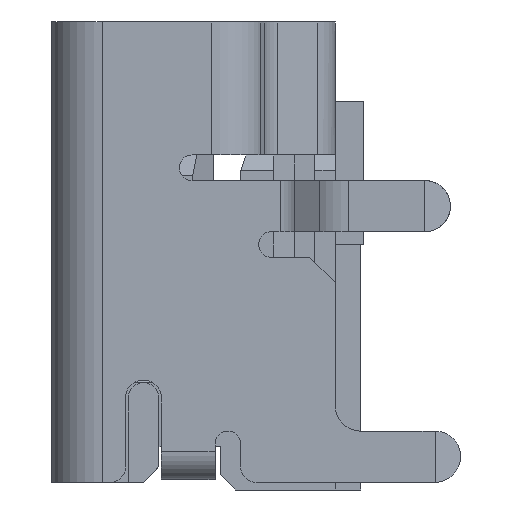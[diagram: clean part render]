
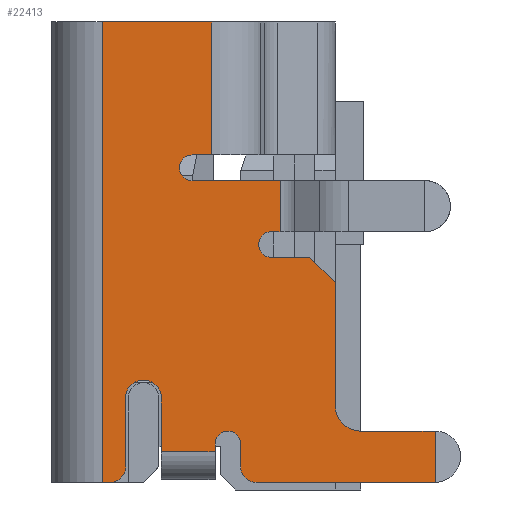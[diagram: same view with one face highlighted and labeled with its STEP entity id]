
A CAD part, left-side view. The second image highlights one B-rep face of the part: STEP entity #22413.
In plain terms, the highlighted planar face has unit normal (-1, 0, 0).
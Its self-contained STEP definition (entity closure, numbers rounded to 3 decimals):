
#4963=CARTESIAN_POINT('',(-7.5,0.025,5.45));
#4964=DIRECTION('',(-1.,0.,0.));
#4965=DIRECTION('',(0.,0.,1.));
#4966=AXIS2_PLACEMENT_3D('',#4963,#4964,#4965);
#4968=CARTESIAN_POINT('',(-7.5,-1.525,3.95));
#4969=DIRECTION('',(-1.,0.,0.));
#4970=DIRECTION('',(0.,0.,1.));
#4971=AXIS2_PLACEMENT_3D('',#4968,#4969,#4970);
#4973=DIRECTION('',(0.,-0.707,-0.707));
#4974=VECTOR('',#4973,0.707);
#4975=CARTESIAN_POINT('',(-7.5,-2.275,3.7));
#4976=LINE('40472',#4975,#4974);
#4977=CARTESIAN_POINT('',(-7.5,-3.275,0.8));
#4978=DIRECTION('',(-1.,0.,0.));
#4979=DIRECTION('',(0.,1.,0.));
#4980=AXIS2_PLACEMENT_3D('',#4977,#4978,#4979);
#4982=DIRECTION('',(0.,0.,1.));
#4983=VECTOR('',#4982,1.);
#4984=CARTESIAN_POINT('',(-7.5,-4.725,-0.7));
#4985=LINE('40453',#4984,#4983);
#4986=CARTESIAN_POINT('',(-7.5,-1.225,-0.4));
#4987=DIRECTION('',(1.,0.,0.));
#4988=DIRECTION('',(0.,0.,-1.));
#4989=AXIS2_PLACEMENT_3D('',#4986,#4987,#4988);
#4991=CARTESIAN_POINT('',(-7.5,-0.675,0.05));
#4992=DIRECTION('',(-1.,0.,0.));
#4993=DIRECTION('',(0.,-1.,0.));
#4994=AXIS2_PLACEMENT_3D('',#4991,#4992,#4993);
#4996=CARTESIAN_POINT('',(-7.5,0.975,0.95));
#4997=DIRECTION('',(-1.,0.,0.));
#4998=DIRECTION('',(0.,-1.,0.));
#4999=AXIS2_PLACEMENT_3D('',#4996,#4997,#4998);
#5001=CARTESIAN_POINT('',(-7.5,1.625,-0.4));
#5002=DIRECTION('',(1.,0.,0.));
#5003=DIRECTION('',(0.,-1.,0.));
#5004=AXIS2_PLACEMENT_3D('',#5001,#5002,#5003);
#5006=DIRECTION('',(0.,-1.,0.));
#5007=VECTOR('',#5006,2.135);
#5008=CARTESIAN_POINT('',(-7.5,1.775,8.3));
#5009=LINE('40420',#5008,#5007);
#5028=DIRECTION('',(0.,-1.,0.));
#5029=VECTOR('',#5028,0.385);
#5030=CARTESIAN_POINT('',(-7.5,0.025,5.7));
#5031=LINE('46693',#5030,#5029);
#5924=DIRECTION('',(0.,1.,0.));
#5925=VECTOR('',#5924,0.15);
#5926=CARTESIAN_POINT('',(-7.5,1.625,-0.7));
#5927=LINE('40458',#5926,#5925);
#5993=DIRECTION('',(0.,0.,1.));
#5994=VECTOR('',#5993,1.05);
#5995=CARTESIAN_POINT('',(-7.5,0.625,-0.1));
#5996=LINE('40462',#5995,#5994);
#6001=DIRECTION('',(0.,-1.,0.));
#6002=VECTOR('',#6001,1.05);
#6003=CARTESIAN_POINT('',(-7.5,0.625,-0.1));
#6004=LINE('40463',#6003,#6002);
#6014=DIRECTION('',(0.,0.,-1.));
#6015=VECTOR('',#6014,0.15);
#6016=CARTESIAN_POINT('',(-7.5,-0.425,0.05));
#6017=LINE('40464',#6016,#6015);
#6120=DIRECTION('',(0.,1.,0.));
#6121=VECTOR('',#6120,3.5);
#6122=CARTESIAN_POINT('',(-7.5,-4.725,-0.7));
#6123=LINE('40468',#6122,#6121);
#6136=DIRECTION('',(0.,0.,1.));
#6137=VECTOR('',#6136,0.45);
#6138=CARTESIAN_POINT('',(-7.5,-0.925,-0.4));
#6139=LINE('40466',#6138,#6137);
#6140=CARTESIAN_POINT('',(-7.5,-4.725,-0.7));
#6152=CARTESIAN_POINT('',(-7.5,-4.725,0.3));
#6162=DIRECTION('',(0.,-1.,0.));
#6163=VECTOR('',#6162,1.45);
#6164=CARTESIAN_POINT('',(-7.5,-3.275,0.3));
#6165=LINE('40469',#6164,#6163);
#6182=DIRECTION('',(0.,0.,-1.));
#6183=VECTOR('',#6182,2.4);
#6184=CARTESIAN_POINT('',(-7.5,-2.775,3.2));
#6185=LINE('40471',#6184,#6183);
#6202=DIRECTION('',(0.,-1.,0.));
#6203=VECTOR('',#6202,0.75);
#6204=CARTESIAN_POINT('',(-7.5,-1.525,3.7));
#6205=LINE('40473',#6204,#6203);
#6250=DIRECTION('',(0.,1.,0.));
#6251=VECTOR('',#6250,0.17);
#6252=CARTESIAN_POINT('',(-7.5,-1.695,4.2));
#6253=LINE('40475',#6252,#6251);
#6258=DIRECTION('',(0.,0.,-1.));
#6259=VECTOR('',#6258,1.);
#6260=CARTESIAN_POINT('',(-7.5,-1.695,5.2));
#6261=LINE('40476',#6260,#6259);
#6276=DIRECTION('',(0.,-1.,0.));
#6277=VECTOR('',#6276,1.72);
#6278=CARTESIAN_POINT('',(-7.5,0.025,5.2));
#6279=LINE('40477',#6278,#6277);
#6512=DIRECTION('',(0.,0.,1.));
#6513=VECTOR('',#6512,2.6);
#6514=CARTESIAN_POINT('',(-7.5,-0.36,5.7));
#6515=LINE('40456',#6514,#6513);
#9642=DIRECTION('',(0.,0.,-1.));
#9643=VECTOR('',#9642,1.35);
#9644=CARTESIAN_POINT('',(-7.5,1.325,0.95));
#9645=LINE('40460',#9644,#9643);
#10338=DIRECTION('',(0.,0.,-1.));
#10339=VECTOR('',#10338,9.);
#10340=CARTESIAN_POINT('',(-7.5,1.775,8.3));
#10341=LINE('40457',#10340,#10339);
#12025=CARTESIAN_POINT('',(-7.5,1.775,-0.7));
#12026=VERTEX_POINT('',#12025);
#12031=CARTESIAN_POINT('',(-7.5,1.775,8.3));
#12032=VERTEX_POINT('',#12031);
#12035=CARTESIAN_POINT('',(-7.5,-0.36,8.3));
#12036=VERTEX_POINT('',#12035);
#12059=VERTEX_POINT('',#6140);
#12060=VERTEX_POINT('',#6152);
#12061=CARTESIAN_POINT('',(-7.5,-0.36,5.7));
#12062=VERTEX_POINT('',#12061);
#12063=CARTESIAN_POINT('',(-7.5,1.625,-0.7));
#12064=VERTEX_POINT('',#12063);
#12065=CARTESIAN_POINT('',(-7.5,1.325,-0.4));
#12066=VERTEX_POINT('',#12065);
#12067=CARTESIAN_POINT('',(-7.5,1.325,0.95));
#12068=VERTEX_POINT('',#12067);
#12069=CARTESIAN_POINT('',(-7.5,0.625,0.95));
#12070=VERTEX_POINT('',#12069);
#12071=CARTESIAN_POINT('',(-7.5,0.625,-0.1));
#12072=VERTEX_POINT('',#12071);
#12073=CARTESIAN_POINT('',(-7.5,-0.425,-0.1));
#12074=VERTEX_POINT('',#12073);
#12075=CARTESIAN_POINT('',(-7.5,-0.425,0.05));
#12076=VERTEX_POINT('',#12075);
#12077=CARTESIAN_POINT('',(-7.5,-0.925,0.05));
#12078=VERTEX_POINT('',#12077);
#12079=CARTESIAN_POINT('',(-7.5,-0.925,-0.4));
#12080=VERTEX_POINT('',#12079);
#12081=CARTESIAN_POINT('',(-7.5,-1.225,-0.7));
#12082=VERTEX_POINT('',#12081);
#12083=CARTESIAN_POINT('',(-7.5,-3.275,0.3));
#12084=VERTEX_POINT('',#12083);
#12085=CARTESIAN_POINT('',(-7.5,-2.775,0.8));
#12086=VERTEX_POINT('',#12085);
#12087=CARTESIAN_POINT('',(-7.5,-2.775,3.2));
#12088=VERTEX_POINT('',#12087);
#12089=CARTESIAN_POINT('',(-7.5,-2.275,3.7));
#12090=VERTEX_POINT('',#12089);
#12091=CARTESIAN_POINT('',(-7.5,-1.525,3.7));
#12092=VERTEX_POINT('',#12091);
#12093=CARTESIAN_POINT('',(-7.5,-1.525,4.2));
#12094=VERTEX_POINT('',#12093);
#12095=CARTESIAN_POINT('',(-7.5,-1.695,4.2));
#12096=VERTEX_POINT('',#12095);
#12097=CARTESIAN_POINT('',(-7.5,-1.695,5.2));
#12098=VERTEX_POINT('',#12097);
#12099=CARTESIAN_POINT('',(-7.5,0.025,5.2));
#12100=VERTEX_POINT('',#12099);
#12101=CARTESIAN_POINT('',(-7.5,0.025,5.7));
#12102=VERTEX_POINT('',#12101);
#22355=CARTESIAN_POINT('',(-7.5,-1.475,3.8));
#22356=DIRECTION('',(1.,0.,0.));
#22357=DIRECTION('',(0.,1.,0.));
#22358=AXIS2_PLACEMENT_3D('',#22355,#22356,#22357);
#22359=PLANE('38183',#22358);
#22361=ORIENTED_EDGE('46693',*,*,#22360,.F.);
#22363=ORIENTED_EDGE('40478',*,*,#22362,.T.);
#22365=ORIENTED_EDGE('40477',*,*,#22364,.T.);
#22367=ORIENTED_EDGE('40476',*,*,#22366,.T.);
#22369=ORIENTED_EDGE('40475',*,*,#22368,.T.);
#22371=ORIENTED_EDGE('40474',*,*,#22370,.T.);
#22373=ORIENTED_EDGE('40473',*,*,#22372,.T.);
#22375=ORIENTED_EDGE('40472',*,*,#22374,.T.);
#22377=ORIENTED_EDGE('40471',*,*,#22376,.T.);
#22379=ORIENTED_EDGE('40470',*,*,#22378,.T.);
#22381=ORIENTED_EDGE('40469',*,*,#22380,.T.);
#22383=ORIENTED_EDGE('40453',*,*,#22382,.F.);
#22385=ORIENTED_EDGE('40468',*,*,#22384,.T.);
#22387=ORIENTED_EDGE('40467',*,*,#22386,.T.);
#22389=ORIENTED_EDGE('40466',*,*,#22388,.T.);
#22391=ORIENTED_EDGE('40465',*,*,#22390,.T.);
#22393=ORIENTED_EDGE('40464',*,*,#22392,.T.);
#22395=ORIENTED_EDGE('40463',*,*,#22394,.F.);
#22397=ORIENTED_EDGE('40462',*,*,#22396,.T.);
#22399=ORIENTED_EDGE('40461',*,*,#22398,.T.);
#22401=ORIENTED_EDGE('40460',*,*,#22400,.T.);
#22403=ORIENTED_EDGE('40459',*,*,#22402,.T.);
#22405=ORIENTED_EDGE('40458',*,*,#22404,.T.);
#22407=ORIENTED_EDGE('40457',*,*,#22406,.F.);
#22408=ORIENTED_EDGE('40420',*,*,#22283,.T.);
#22410=ORIENTED_EDGE('40456',*,*,#22409,.F.);
#22411=EDGE_LOOP('38183',(#22361,#22363,#22365,#22367,#22369,#22371,#22373,
#22375,#22377,#22379,#22381,#22383,#22385,#22387,#22389,#22391,#22393,#22395,
#22397,#22399,#22401,#22403,#22405,#22407,#22408,#22410));
#22412=FACE_OUTER_BOUND('38183',#22411,.F.);
#22413=ADVANCED_FACE('38183',(#22412),#22359,.F.);
#4967=CIRCLE('40478',#4966,0.25);
#4972=CIRCLE('40474',#4971,0.25);
#4981=CIRCLE('40470',#4980,0.5);
#4990=CIRCLE('40467',#4989,0.3);
#4995=CIRCLE('40465',#4994,0.25);
#5000=CIRCLE('40461',#4999,0.35);
#5005=CIRCLE('40459',#5004,0.3);
#22283=EDGE_CURVE('40420',#12032,#12036,#5009,.T.);
#22360=EDGE_CURVE('46693',#12102,#12062,#5031,.T.);
#22362=EDGE_CURVE('40478',#12102,#12100,#4967,.T.);
#22364=EDGE_CURVE('40477',#12100,#12098,#6279,.T.);
#22366=EDGE_CURVE('40476',#12098,#12096,#6261,.T.);
#22368=EDGE_CURVE('40475',#12096,#12094,#6253,.T.);
#22370=EDGE_CURVE('40474',#12094,#12092,#4972,.T.);
#22372=EDGE_CURVE('40473',#12092,#12090,#6205,.T.);
#22374=EDGE_CURVE('40472',#12090,#12088,#4976,.T.);
#22376=EDGE_CURVE('40471',#12088,#12086,#6185,.T.);
#22378=EDGE_CURVE('40470',#12086,#12084,#4981,.T.);
#22380=EDGE_CURVE('40469',#12084,#12060,#6165,.T.);
#22382=EDGE_CURVE('40453',#12059,#12060,#4985,.T.);
#22384=EDGE_CURVE('40468',#12059,#12082,#6123,.T.);
#22386=EDGE_CURVE('40467',#12082,#12080,#4990,.T.);
#22388=EDGE_CURVE('40466',#12080,#12078,#6139,.T.);
#22390=EDGE_CURVE('40465',#12078,#12076,#4995,.T.);
#22392=EDGE_CURVE('40464',#12076,#12074,#6017,.T.);
#22394=EDGE_CURVE('40463',#12072,#12074,#6004,.T.);
#22396=EDGE_CURVE('40462',#12072,#12070,#5996,.T.);
#22398=EDGE_CURVE('40461',#12070,#12068,#5000,.T.);
#22400=EDGE_CURVE('40460',#12068,#12066,#9645,.T.);
#22402=EDGE_CURVE('40459',#12066,#12064,#5005,.T.);
#22404=EDGE_CURVE('40458',#12064,#12026,#5927,.T.);
#22406=EDGE_CURVE('40457',#12032,#12026,#10341,.T.);
#22409=EDGE_CURVE('40456',#12062,#12036,#6515,.T.);
